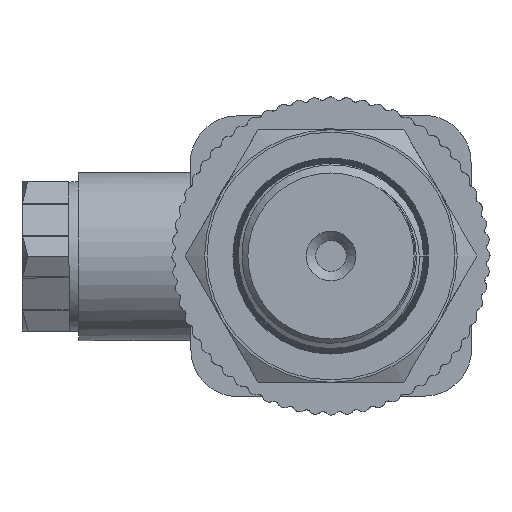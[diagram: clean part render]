
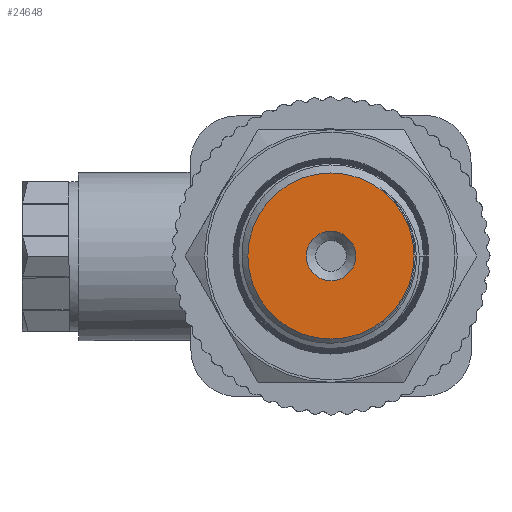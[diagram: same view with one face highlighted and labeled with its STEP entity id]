
A CAD part, left-side view. The second image highlights one B-rep face of the part: STEP entity #24648.
In plain terms, the highlighted planar face has unit normal (-1, 0, 0).
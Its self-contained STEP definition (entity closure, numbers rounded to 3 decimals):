
#301=PLANE('',#25930);
#1415=FACE_BOUND('',#3534,.T.);
#2139=FACE_OUTER_BOUND('',#3533,.T.);
#3533=EDGE_LOOP('',(#18549));
#3534=EDGE_LOOP('',(#18550));
#5841=CIRCLE('',#25734,8.878);
#5928=CIRCLE('',#25929,2.65);
#10343=VERTEX_POINT('',#32260);
#10965=VERTEX_POINT('',#50303);
#12873=EDGE_CURVE('',#10343,#10343,#5841,.T.);
#13812=EDGE_CURVE('',#10965,#10965,#5928,.T.);
#18549=ORIENTED_EDGE('',*,*,#12873,.T.);
#18550=ORIENTED_EDGE('',*,*,#13812,.T.);
#24648=ADVANCED_FACE('',(#2139,#1415),#301,.T.);
#25734=AXIS2_PLACEMENT_3D('',#32262,#27128,#27129);
#25929=AXIS2_PLACEMENT_3D('',#50305,#27887,#27888);
#25930=AXIS2_PLACEMENT_3D('',#50306,#27889,#27890);
#27128=DIRECTION('center_axis',(-1.,0.,0.));
#27129=DIRECTION('ref_axis',(0.,1.,0.));
#27887=DIRECTION('center_axis',(1.,0.,0.));
#27888=DIRECTION('ref_axis',(0.,0.,-1.));
#27889=DIRECTION('center_axis',(-1.,0.,0.));
#27890=DIRECTION('ref_axis',(0.,0.,1.));
#32260=CARTESIAN_POINT('',(-68.,-8.878,0.));
#32262=CARTESIAN_POINT('Origin',(-68.,0.,0.));
#50303=CARTESIAN_POINT('',(-68.,-2.65,0.));
#50305=CARTESIAN_POINT('Origin',(-68.,0.,0.));
#50306=CARTESIAN_POINT('Origin',(-68.,9.853,0.));
